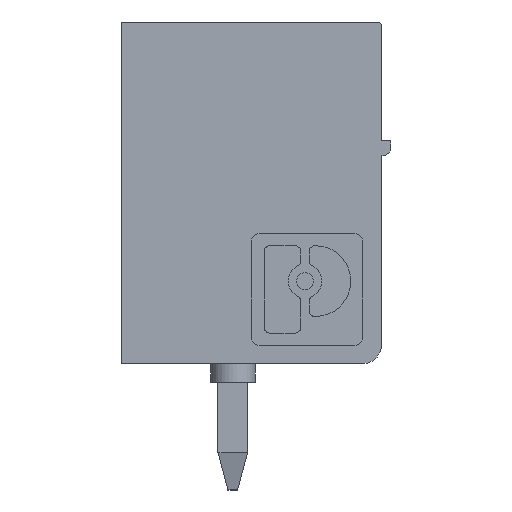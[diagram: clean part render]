
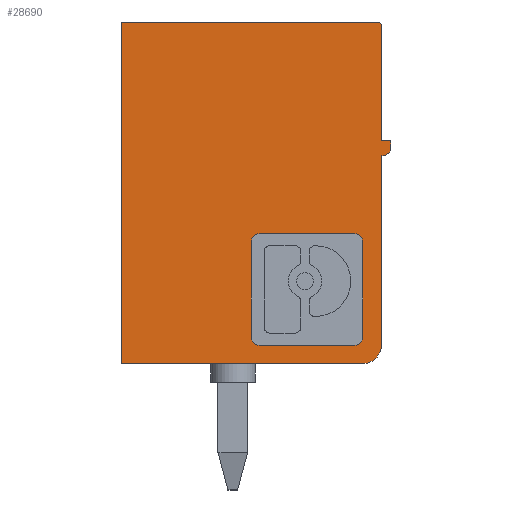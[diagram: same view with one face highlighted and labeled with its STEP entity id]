
A CAD part, left-side view. The second image highlights one B-rep face of the part: STEP entity #28690.
In plain terms, the highlighted face is planar.
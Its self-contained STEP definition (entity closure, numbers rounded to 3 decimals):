
#7050=CARTESIAN_POINT('',(0.,0.,
-44.51));
#7060=VERTEX_POINT('',#7050);
#7090=CARTESIAN_POINT('',(0.,0.,-44.51));
#7100=DIRECTION('',(0.,1.,0.));
#7110=VECTOR('',#7100,1.);
#7120=LINE('',#7090,#7110);
#7130=CARTESIAN_POINT('',(0.,6.5,-44.51));
#7140=VERTEX_POINT('',#7130);
#7150=EDGE_CURVE('',#7060,#7140,#7120,.T.);
#7400=CARTESIAN_POINT('',(0.5,6.5,-44.51));
#7410=DIRECTION('',(0.,0.,-1.));
#7420=DIRECTION('',(-1.,0.,0.));
#7430=AXIS2_PLACEMENT_3D('',#7400,#7410,#7420);
#7440=CIRCLE('',#7430,0.5);
#7450=CARTESIAN_POINT('',(0.5,7.,-44.51));
#7460=VERTEX_POINT('',#7450);
#7470=EDGE_CURVE('',#7140,#7460,#7440,.T.);
#7720=CARTESIAN_POINT('',(5.6,7.,-44.51));
#7730=DIRECTION('',(-1.,0.,0.));
#7740=VECTOR('',#7730,1.);
#7750=LINE('',#7720,#7740);
#7760=CARTESIAN_POINT('',(5.6,7.,-44.51));
#7770=VERTEX_POINT('',#7760);
#7780=EDGE_CURVE('',#7770,#7460,#7750,.T.);
#8030=CARTESIAN_POINT('',(5.6,7.05,-44.51));
#8040=DIRECTION('',(0.,-1.,0.));
#8050=VECTOR('',#8040,1.);
#8060=LINE('',#8030,#8050);
#8070=CARTESIAN_POINT('',(5.6,7.05,-44.51));
#8080=VERTEX_POINT('',#8070);
#8090=EDGE_CURVE('',#8080,#7770,#8060,.T.);
#8340=CARTESIAN_POINT('',(5.8,7.05,-44.51));
#8350=DIRECTION('',(0.,0.,-1.));
#8360=DIRECTION('',(-1.,0.,0.));
#8370=AXIS2_PLACEMENT_3D('',#8340,#8350,#8360);
#8380=CIRCLE('',#8370,0.2);
#8390=CARTESIAN_POINT('',(5.8,7.25,-44.51));
#8400=VERTEX_POINT('',#8390);
#8410=EDGE_CURVE('',#8080,#8400,#8380,.T.);
#8660=CARTESIAN_POINT('',(6.,7.25,-44.51));
#8670=DIRECTION('',(-1.,0.,0.));
#8680=VECTOR('',#8670,1.);
#8690=LINE('',#8660,#8680);
#8700=CARTESIAN_POINT('',(6.,7.25,-44.51));
#8710=VERTEX_POINT('',#8700);
#8720=EDGE_CURVE('',#8710,#8400,#8690,.T.);
#8970=CARTESIAN_POINT('',(6.,7.,-44.51));
#8980=DIRECTION('',(0.,1.,0.));
#8990=VECTOR('',#8980,1.);
#9000=LINE('',#8970,#8990);
#9010=CARTESIAN_POINT('',(6.,7.,-44.51));
#9020=VERTEX_POINT('',#9010);
#9030=EDGE_CURVE('',#9020,#8710,#9000,.T.);
#9830=CARTESIAN_POINT('',(9.1,7.,-44.51));
#9840=DIRECTION('',(-1.,0.,0.));
#9850=VECTOR('',#9840,1.);
#9860=LINE('',#9830,#9850);
#9870=CARTESIAN_POINT('',(9.1,7.,-44.51));
#9880=VERTEX_POINT('',#9870);
#9890=EDGE_CURVE('',#9880,#9020,#9860,.T.);
#10140=CARTESIAN_POINT('',(9.1,6.9,-44.51));
#10150=DIRECTION('',(0.,0.,-1.));
#10160=DIRECTION('',(0.,1.,0.));
#10170=AXIS2_PLACEMENT_3D('',#10140,#10150,#10160);
#10180=CIRCLE('',#10170,0.1);
#10190=CARTESIAN_POINT('',(9.2,6.9,-44.51));
#10200=VERTEX_POINT('',#10190);
#10210=EDGE_CURVE('',#9880,#10200,#10180,.T.);
#26720=CARTESIAN_POINT('',(9.2,0.,-44.51));
#26730=DIRECTION('',(0.,1.,0.));
#26740=VECTOR('',#26730,1.);
#26750=LINE('',#26720,#26740);
#26760=CARTESIAN_POINT('',(9.2,0.,-44.51
));
#26770=VERTEX_POINT('',#26760);
#26780=EDGE_CURVE('',#26770,#10200,#26750,.T.);
#27760=CARTESIAN_POINT('',(0.,0.,-44.51));
#27770=DIRECTION('',(0.,0.,1.));
#27780=DIRECTION('',(1.,0.,0.));
#27790=AXIS2_PLACEMENT_3D('',#27760,#27770,#27780);
#27800=PLANE('',#27790);
#27810=CARTESIAN_POINT('',(0.711,6.5,-44.51));
#27820=DIRECTION('',(1.,0.,0.));
#27830=VECTOR('',#27820,1.);
#27840=LINE('',#27810,#27830);
#27850=CARTESIAN_POINT('',(0.711,6.5,-44.51));
#27860=VERTEX_POINT('',#27850);
#27870=CARTESIAN_POINT('',(3.289,6.5,-44.51));
#27880=VERTEX_POINT('',#27870);
#27890=EDGE_CURVE('',#27860,#27880,#27840,.T.);
#27900=ORIENTED_EDGE('',*,*,#27890,.F.);
#27910=CARTESIAN_POINT('',(3.289,6.289,-44.51));
#27920=DIRECTION('',(0.,0.,1.));
#27930=DIRECTION('',(1.,0.,0.));
#27940=AXIS2_PLACEMENT_3D('',#27910,#27920,#27930);
#27950=CIRCLE('',#27940,0.211);
#27960=CARTESIAN_POINT('',(3.5,6.289,-44.51));
#27970=VERTEX_POINT('',#27960);
#27980=EDGE_CURVE('',#27970,#27880,#27950,.T.);
#27990=ORIENTED_EDGE('',*,*,#27980,.T.);
#28000=CARTESIAN_POINT('',(3.5,6.289,-44.51));
#28010=DIRECTION('',(0.,-1.,0.));
#28020=VECTOR('',#28010,1.);
#28030=LINE('',#28000,#28020);
#28040=CARTESIAN_POINT('',(3.5,3.711,-44.51));
#28050=VERTEX_POINT('',#28040);
#28060=EDGE_CURVE('',#27970,#28050,#28030,.T.);
#28070=ORIENTED_EDGE('',*,*,#28060,.F.);
#28080=CARTESIAN_POINT('',(3.289,3.711,-44.51));
#28090=DIRECTION('',(0.,0.,1.));
#28100=DIRECTION('',(0.,-1.,0.));
#28110=AXIS2_PLACEMENT_3D('',#28080,#28090,#28100);
#28120=CIRCLE('',#28110,0.211);
#28130=CARTESIAN_POINT('',(3.289,3.5,-44.51));
#28140=VERTEX_POINT('',#28130);
#28150=EDGE_CURVE('',#28140,#28050,#28120,.T.);
#28160=ORIENTED_EDGE('',*,*,#28150,.T.);
#28170=CARTESIAN_POINT('',(3.289,3.5,-44.51));
#28180=DIRECTION('',(-1.,0.,0.));
#28190=VECTOR('',#28180,1.);
#28200=LINE('',#28170,#28190);
#28210=CARTESIAN_POINT('',(0.711,3.5,-44.51));
#28220=VERTEX_POINT('',#28210);
#28230=EDGE_CURVE('',#28140,#28220,#28200,.T.);
#28240=ORIENTED_EDGE('',*,*,#28230,.F.);
#28250=CARTESIAN_POINT('',(0.711,3.711,-44.51));
#28260=DIRECTION('',(0.,0.,1.));
#28270=DIRECTION('',(-1.,0.,0.));
#28280=AXIS2_PLACEMENT_3D('',#28250,#28260,#28270);
#28290=CIRCLE('',#28280,0.211);
#28300=CARTESIAN_POINT('',(0.5,3.711,-44.51));
#28310=VERTEX_POINT('',#28300);
#28320=EDGE_CURVE('',#28310,#28220,#28290,.T.);
#28330=ORIENTED_EDGE('',*,*,#28320,.T.);
#28340=CARTESIAN_POINT('',(0.5,3.711,-44.51));
#28350=DIRECTION('',(0.,1.,0.));
#28360=VECTOR('',#28350,1.);
#28370=LINE('',#28340,#28360);
#28380=CARTESIAN_POINT('',(0.5,6.289,-44.51));
#28390=VERTEX_POINT('',#28380);
#28400=EDGE_CURVE('',#28310,#28390,#28370,.T.);
#28410=ORIENTED_EDGE('',*,*,#28400,.F.);
#28420=CARTESIAN_POINT('',(0.711,6.289,-44.51));
#28430=DIRECTION('',(0.,0.,1.));
#28440=DIRECTION('',(0.,1.,0.));
#28450=AXIS2_PLACEMENT_3D('',#28420,#28430,#28440);
#28460=CIRCLE('',#28450,0.211);
#28470=EDGE_CURVE('',#27860,#28390,#28460,.T.);
#28480=ORIENTED_EDGE('',*,*,#28470,.T.);
#28490=EDGE_LOOP('',(#28480,#28410,#28330,#28240,#28160,#28070,#27990,
#27900));
#28500=FACE_BOUND('',#28490,.T.);
#28510=ORIENTED_EDGE('',*,*,#7150,.T.);
#28520=CARTESIAN_POINT('',(9.2,0.,-44.51
));
#28530=DIRECTION('',(-1.,0.,0.));
#28540=VECTOR('',#28530,1.);
#28550=LINE('',#28520,#28540);
#28560=EDGE_CURVE('',#26770,#7060,#28550,.T.);
#28570=ORIENTED_EDGE('',*,*,#28560,.T.);
#28580=ORIENTED_EDGE('',*,*,#26780,.F.);
#28590=ORIENTED_EDGE('',*,*,#10210,.T.);
#28600=ORIENTED_EDGE('',*,*,#9890,.F.);
#28610=ORIENTED_EDGE('',*,*,#9030,.F.);
#28620=ORIENTED_EDGE('',*,*,#8720,.F.);
#28630=ORIENTED_EDGE('',*,*,#8410,.T.);
#28640=ORIENTED_EDGE('',*,*,#8090,.F.);
#28650=ORIENTED_EDGE('',*,*,#7780,.F.);
#28660=ORIENTED_EDGE('',*,*,#7470,.T.);
#28670=EDGE_LOOP('',(#28660,#28650,#28640,#28630,#28620,#28610,#28600,
#28590,#28580,#28570,#28510));
#28680=FACE_OUTER_BOUND('',#28670,.T.);
#28690=ADVANCED_FACE('',(#28500,#28680),#27800,.F.);
